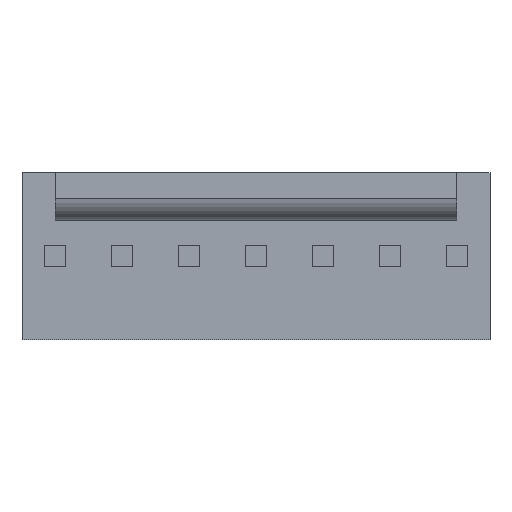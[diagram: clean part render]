
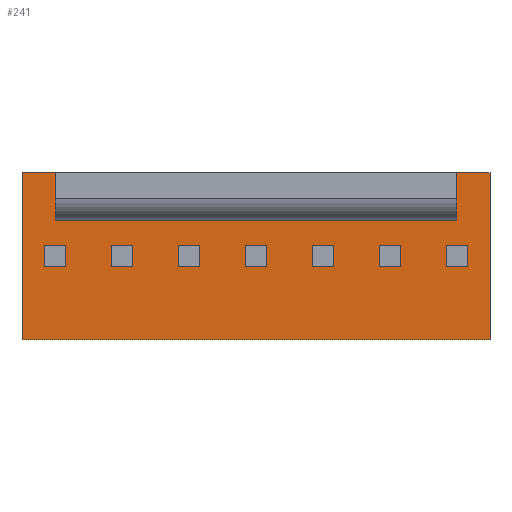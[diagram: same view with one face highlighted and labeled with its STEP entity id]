
A CAD part, top view. The second image highlights one B-rep face of the part: STEP entity #241.
In plain terms, the highlighted planar face has unit normal (0, 0, 1).
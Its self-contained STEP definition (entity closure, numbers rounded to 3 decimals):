
#132 = VERTEX_POINT ( 'NONE', #838 ) ;
#183 = EDGE_CURVE ( 'NONE', #184, #194, #968, .T. ) ;
#184 = VERTEX_POINT ( 'NONE', #965 ) ;
#187 = EDGE_CURVE ( 'NONE', #188, #184, #978, .T. ) ;
#188 = VERTEX_POINT ( 'NONE', #976 ) ;
#194 = VERTEX_POINT ( 'NONE', #902 ) ;
#201 = EDGE_CURVE ( 'NONE', #204, #203, #926, .T. ) ;
#203 = VERTEX_POINT ( 'NONE', #1007 ) ;
#204 = VERTEX_POINT ( 'NONE', #1006 ) ;
#206 = VERTEX_POINT ( 'NONE', #1005 ) ;
#212 = EDGE_CURVE ( 'NONE', #206, #132, #1016, .T. ) ;
#214 = EDGE_CURVE ( 'NONE', #194, #225, #1034, .T. ) ;
#225 = VERTEX_POINT ( 'NONE', #998 ) ;
#241 = ADVANCED_FACE ( 'NONE', ( #1132 ), #1123, .T. ) ;
#248 = EDGE_CURVE ( 'NONE', #225, #206, #1115, .T. ) ;
#252 = ORIENTED_EDGE ( 'NONE', *, *, #212, .F. ) ;
#277 = EDGE_CURVE ( 'NONE', #132, #204, #1250, .T. ) ;
#281 = EDGE_LOOP ( 'NONE', ( #282, #252, #335, #337, #288, #287, #336, #295 ) ) ;
#282 = ORIENTED_EDGE ( 'NONE', *, *, #277, .F. ) ;
#287 = ORIENTED_EDGE ( 'NONE', *, *, #187, .F. ) ;
#288 = ORIENTED_EDGE ( 'NONE', *, *, #183, .F. ) ;
#295 = ORIENTED_EDGE ( 'NONE', *, *, #201, .F. ) ;
#308 = EDGE_CURVE ( 'NONE', #203, #188, #1358, .T. ) ;
#335 = ORIENTED_EDGE ( 'NONE', *, *, #248, .F. ) ;
#336 = ORIENTED_EDGE ( 'NONE', *, *, #308, .F. ) ;
#337 = ORIENTED_EDGE ( 'NONE', *, *, #214, .F. ) ;
#838 = CARTESIAN_POINT ( 'NONE',  ( 0., 2.18, 3.17 ) ) ;
#902 = CARTESIAN_POINT ( 'NONE',  ( -1.27, -3.17, 3.17 ) ) ;
#923 = DIRECTION ( 'NONE',  ( 0., 1., 0. ) ) ;
#924 = VECTOR ( 'NONE', #923, 1000. ) ;
#925 = CARTESIAN_POINT ( 'NONE',  ( 15.24, 1.35, 3.17 ) ) ;
#926 = LINE ( 'NONE', #925, #924 ) ;
#937 = DIRECTION ( 'NONE',  ( -1., 0., 0. ) ) ;
#938 = VECTOR ( 'NONE', #937, 1000. ) ;
#939 = CARTESIAN_POINT ( 'NONE',  ( 16.51, -3.17, 3.17 ) ) ;
#957 = DIRECTION ( 'NONE',  ( 0., -1., 0. ) ) ;
#958 = VECTOR ( 'NONE', #957, 1000. ) ;
#959 = CARTESIAN_POINT ( 'NONE',  ( 16.51, 3.18, 3.17 ) ) ;
#965 = CARTESIAN_POINT ( 'NONE',  ( 16.51, -3.17, 3.17 ) ) ;
#968 = LINE ( 'NONE', #939, #938 ) ;
#976 = CARTESIAN_POINT ( 'NONE',  ( 16.51, 3.18, 3.17 ) ) ;
#978 = LINE ( 'NONE', #959, #958 ) ;
#998 = CARTESIAN_POINT ( 'NONE',  ( -1.27, 3.18, 3.17 ) ) ;
#1005 = CARTESIAN_POINT ( 'NONE',  ( 0., 3.18, 3.17 ) ) ;
#1006 = CARTESIAN_POINT ( 'NONE',  ( 15.24, 2.18, 3.17 ) ) ;
#1007 = CARTESIAN_POINT ( 'NONE',  ( 15.24, 3.18, 3.17 ) ) ;
#1015 = CARTESIAN_POINT ( 'NONE',  ( 0., 3.18, 3.17 ) ) ;
#1016 = LINE ( 'NONE', #1015, #1032 ) ;
#1018 = DIRECTION ( 'NONE',  ( 0., 1., 0. ) ) ;
#1019 = VECTOR ( 'NONE', #1018, 1000. ) ;
#1020 = CARTESIAN_POINT ( 'NONE',  ( -1.27, -3.17, 3.17 ) ) ;
#1031 = DIRECTION ( 'NONE',  ( 0., -1., 0. ) ) ;
#1032 = VECTOR ( 'NONE', #1031, 1000. ) ;
#1034 = LINE ( 'NONE', #1020, #1019 ) ;
#1112 = DIRECTION ( 'NONE',  ( 1., 0., 0. ) ) ;
#1113 = VECTOR ( 'NONE', #1112, 1000. ) ;
#1114 = CARTESIAN_POINT ( 'NONE',  ( -1.27, 3.18, 3.17 ) ) ;
#1115 = LINE ( 'NONE', #1114, #1113 ) ;
#1123 = PLANE ( 'NONE',  #1161 ) ;
#1132 = FACE_OUTER_BOUND ( 'NONE', #281, .T. ) ;
#1152 = DIRECTION ( 'NONE',  ( 1., 0., 0. ) ) ;
#1153 = DIRECTION ( 'NONE',  ( 0., 0., 1. ) ) ;
#1160 = CARTESIAN_POINT ( 'NONE',  ( 0., 0., 3.17 ) ) ;
#1161 = AXIS2_PLACEMENT_3D ( 'NONE', #1160, #1153, #1152 ) ;
#1247 = DIRECTION ( 'NONE',  ( 1., 0., 0. ) ) ;
#1248 = VECTOR ( 'NONE', #1247, 1000. ) ;
#1249 = CARTESIAN_POINT ( 'NONE',  ( -1.27, 2.18, 3.17 ) ) ;
#1250 = LINE ( 'NONE', #1249, #1248 ) ;
#1358 = LINE ( 'NONE', #1363, #1362 ) ;
#1361 = DIRECTION ( 'NONE',  ( 1., 0., 0. ) ) ;
#1362 = VECTOR ( 'NONE', #1361, 1000. ) ;
#1363 = CARTESIAN_POINT ( 'NONE',  ( 15.24, 3.18, 3.17 ) ) ;
